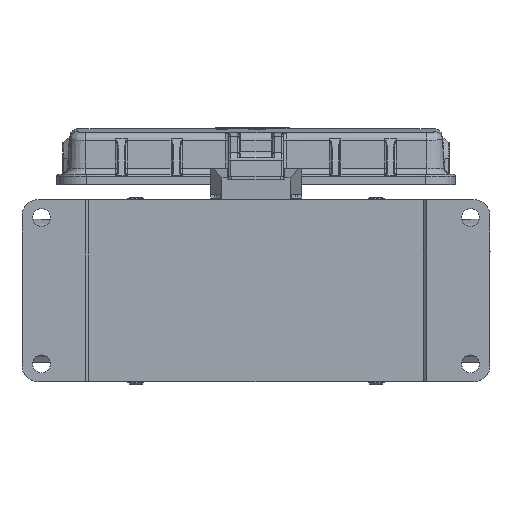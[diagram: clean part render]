
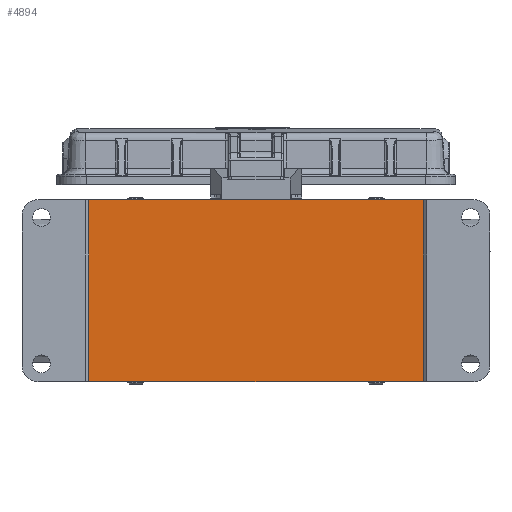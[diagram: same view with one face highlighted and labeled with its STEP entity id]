
A CAD part, front view. The second image highlights one B-rep face of the part: STEP entity #4894.
In plain terms, the highlighted planar face has unit normal (0, -1, 0).
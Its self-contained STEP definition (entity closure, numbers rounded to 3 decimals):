
#121 = EDGE_LOOP ( 'NONE', ( #42698, #42700, #42699, #42701 ) ) ;
#4894 = ADVANCED_FACE ( 'NONE', ( #35809 ), #32042, .F. ) ;
#6727 = EDGE_CURVE ( 'NONE', #17069, #17071, #28357, .T. ) ;
#6728 = EDGE_CURVE ( 'NONE', #17069, #17070, #28360, .T. ) ;
#6729 = EDGE_CURVE ( 'NONE', #17072, #17071, #28363, .T. ) ;
#6730 = EDGE_CURVE ( 'NONE', #17072, #17070, #28366, .T. ) ;
#17069 = VERTEX_POINT ( 'NONE', #22870 ) ;
#17070 = VERTEX_POINT ( 'NONE', #22871 ) ;
#17071 = VERTEX_POINT ( 'NONE', #22872 ) ;
#17072 = VERTEX_POINT ( 'NONE', #22873 ) ;
#22870 = CARTESIAN_POINT ( 'NONE',  ( 51.5, -22.995, -28. ) ) ;
#22871 = CARTESIAN_POINT ( 'NONE',  ( -51.5, -22.995, -28. ) ) ;
#22872 = CARTESIAN_POINT ( 'NONE',  ( 51.5, -22.995, 28. ) ) ;
#22873 = CARTESIAN_POINT ( 'NONE',  ( -51.5, -22.995, 28. ) ) ;
#28357 = LINE ( 'NONE', #28358, #36042 ) ;
#28358 = CARTESIAN_POINT ( 'NONE',  ( 51.5, -22.995, 33.6 ) ) ;
#28359 = DIRECTION ( 'NONE',  ( 0., 0., 1. ) ) ;
#28360 = LINE ( 'NONE', #28361, #36043 ) ;
#28361 = CARTESIAN_POINT ( 'NONE',  ( 72., -22.995, -28. ) ) ;
#28362 = DIRECTION ( 'NONE',  ( -1., 0., 0. ) ) ;
#28363 = LINE ( 'NONE', #28364, #36044 ) ;
#28364 = CARTESIAN_POINT ( 'NONE',  ( -72., -22.995, 28. ) ) ;
#28365 = DIRECTION ( 'NONE',  ( 1., 0., 0. ) ) ;
#28366 = LINE ( 'NONE', #28367, #36045 ) ;
#28367 = CARTESIAN_POINT ( 'NONE',  ( -51.5, -22.995, 33.6 ) ) ;
#28368 = DIRECTION ( 'NONE',  ( 0., 0., -1. ) ) ;
#32042 = PLANE ( 'NONE',  #35810 ) ;
#32043 = CARTESIAN_POINT ( 'NONE',  ( 51.5, -22.995, 33.6 ) ) ;
#32044 = DIRECTION ( 'NONE',  ( 0., 1., 0. ) ) ;
#32045 = DIRECTION ( 'NONE',  ( 0., 0., 1. ) ) ;
#35809 = FACE_OUTER_BOUND ( 'NONE', #121, .T. ) ;
#35810 = AXIS2_PLACEMENT_3D ( 'NONE', #32043, #32044, #32045 ) ;
#36042 = VECTOR ( 'NONE', #28359, 1000. ) ;
#36043 = VECTOR ( 'NONE', #28362, 1000. ) ;
#36044 = VECTOR ( 'NONE', #28365, 1000. ) ;
#36045 = VECTOR ( 'NONE', #28368, 1000. ) ;
#42698 = ORIENTED_EDGE ( 'NONE', *, *, #6728, .F. ) ;
#42699 = ORIENTED_EDGE ( 'NONE', *, *, #6729, .F. ) ;
#42700 = ORIENTED_EDGE ( 'NONE', *, *, #6727, .T. ) ;
#42701 = ORIENTED_EDGE ( 'NONE', *, *, #6730, .T. ) ;
